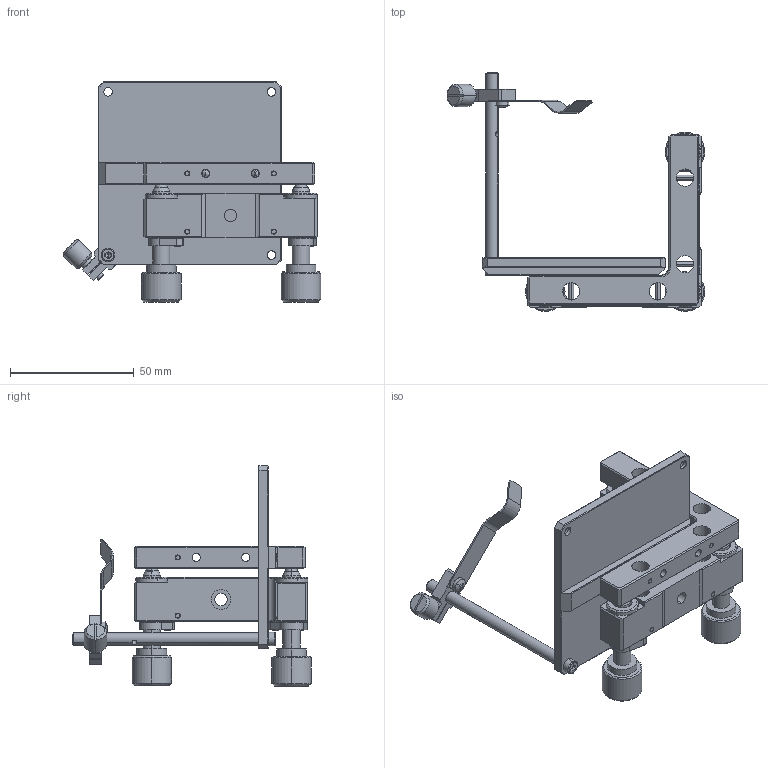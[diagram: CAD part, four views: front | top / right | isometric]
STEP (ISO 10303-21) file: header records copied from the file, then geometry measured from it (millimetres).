
FILE_DESCRIPTION (( 'STEP AP203' ), '1' );
FILE_NAME ('OMHS-PM60.step', '2019-05-09T09:01:33', ( '' ), ( '' ), 'SwSTEP 2.0', 'SolidWorks 2016', '' );
FILE_SCHEMA (( 'CONFIG_CONTROL_DESIGN' ));
Length unit declared in the file: millimetre
Products named in the file (1): OMHS-PM60
Bounding box: 104.16 x 96.5 x 89 mm (x, y, z)
Surface area: 39499.6 mm2 (no closed solid volume)
Topology: 0 solids, 56 shells, 503 faces, 1660 edges, 1185 vertices
Faces by surface type: plane 264, cylinder 149, cone 76, sphere 8, torus 6
Entity records: 18716 total; most frequent: CARTESIAN_POINT 4027, DIRECTION 3103, ORIENTED_EDGE 2665, EDGE_CURVE 1636, VERTEX_POINT 1179, LINE 1057, VECTOR 1057, AXIS2_PLACEMENT_3D 1023
